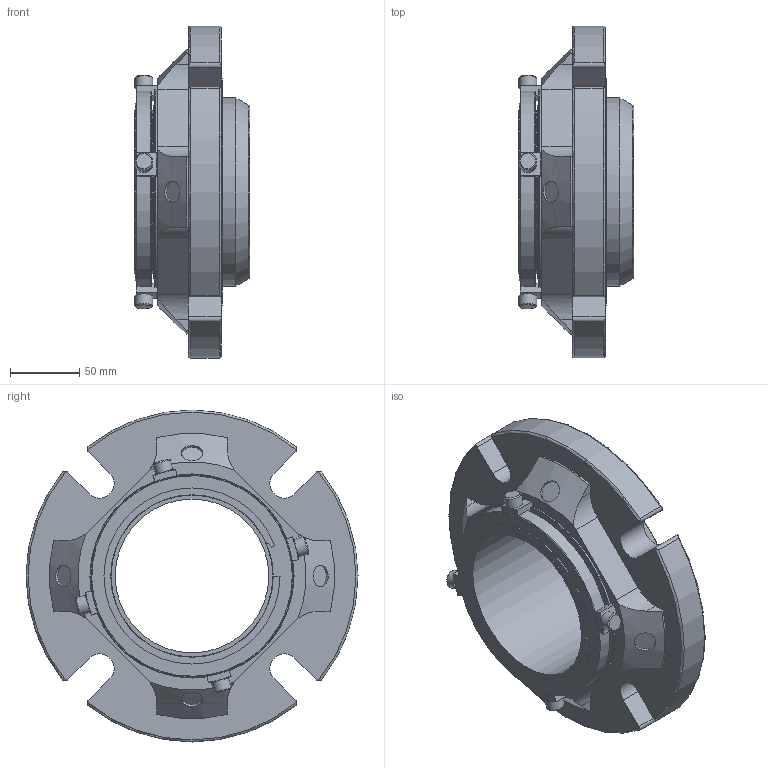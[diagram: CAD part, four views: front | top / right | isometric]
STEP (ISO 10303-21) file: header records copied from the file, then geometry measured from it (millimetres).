
FILE_DESCRIPTION(/* description */ ('Unknown'),/* implementation_level */ '2;1');
FILE_NAME(/* name */ '4.375 SMSS SEAL ARRANGEMENT',/* time_stamp */ '2023-05-10T14:15:59+01:00',/* author */ ('Unknown'),/* organization */ ('Unknown'),/* preprocessor_version */ 'ST-DEVELOPER v18.102',/* originating_system */ 'Solid Edge',/* authorisation */ 'Unknown');
FILE_SCHEMA (('AUTOMOTIVE_DESIGN {1 0 10303 214 3 1 1}'));
Length unit declared in the file: millimetre
Products named in the file (1): 4.375
Bounding box: 83.46 x 240.03 x 240.03 mm (x, y, z)
Volume: 1263335 mm3; surface area: 159517.2 mm2
Topology: 1 solids, 1 shells, 211 faces, 607 edges, 399 vertices
Faces by surface type: plane 80, cylinder 74, torus 41, cone 16
Full cylindrical faces by diameter (mm): 13 x4, 15.5 x4, 111.125 x1, 117.45 x2, 118.262 x1, 125.4 x1, 132.842 x1, 136.144 x1, 146.05 x1, 147.574 x1, 163.5 x1
Entity records: 6942 total; most frequent: CARTESIAN_POINT 1634, ORIENTED_EDGE 1108, DIRECTION 1072, EDGE_CURVE 554, AXIS2_PLACEMENT_3D 429, VERTEX_POINT 379, EDGE_LOOP 271, FACE_BOUND 271
